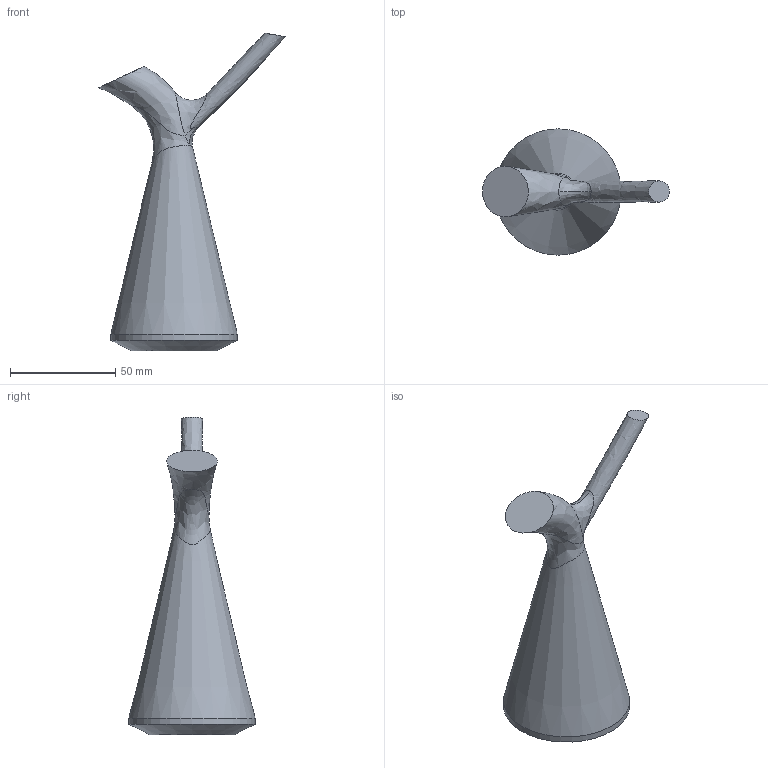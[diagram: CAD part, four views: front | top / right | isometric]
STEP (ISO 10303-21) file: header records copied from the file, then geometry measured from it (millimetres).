
FILE_DESCRIPTION(('Open CASCADE Model'),'2;1');
FILE_NAME('Open CASCADE Shape Model','2022-06-11T23:23:15',('Author'),( 'Open CASCADE'),'Open CASCADE STEP processor 7.4','Open CASCADE 7.4' ,'Unknown');
FILE_SCHEMA(('AUTOMOTIVE_DESIGN { 1 0 10303 214 1 1 1 1 }'));
Length unit declared in the file: millimetre
Products named in the file (1): Open CASCADE STEP translator 7.4 1
Bounding box: 88.8 x 60 x 150.87 mm (x, y, z)
Volume: 150460 mm3; surface area: 19531.6 mm2
Topology: 1 solids, 1 shells, 15 faces, 32 edges, 17 vertices
Faces by surface type: bspline 9, plane 3, cone 2, cylinder 1
Full cylindrical faces by diameter (mm): 60 x1
Entity records: 2473 total; most frequent: CARTESIAN_POINT 1981, ORIENTED_EDGE 60, PCURVE 60, DEFINITIONAL_REPRESENTATION 60, DIRECTION 55, LINE 34, VECTOR 34, B_SPLINE_CURVE_WITH_KNOTS 31
